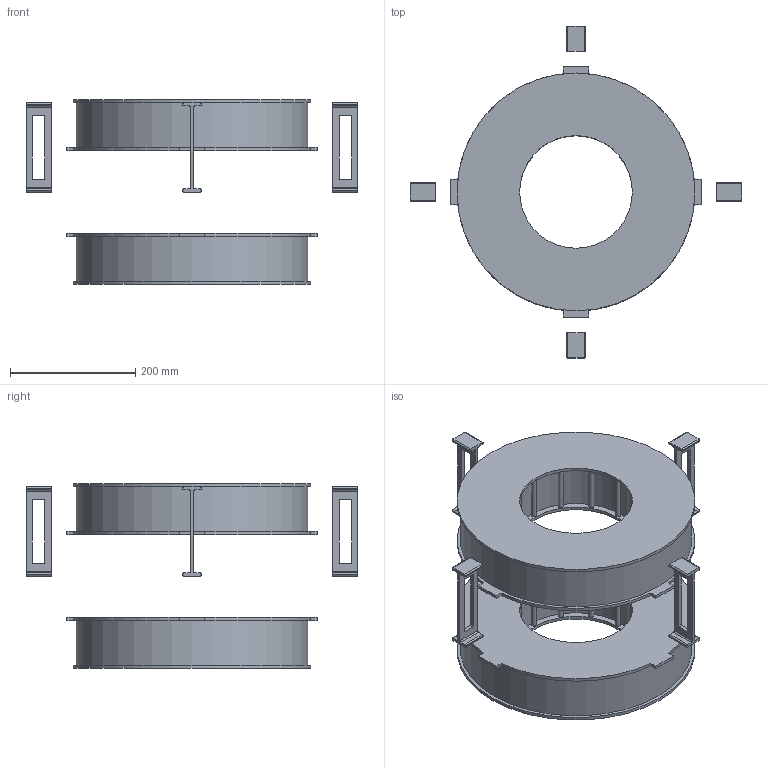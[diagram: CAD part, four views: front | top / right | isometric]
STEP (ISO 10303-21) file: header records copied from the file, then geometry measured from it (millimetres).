
FILE_DESCRIPTION(('Open CASCADE Model'),'2;1');
FILE_NAME('Open CASCADE Shape Model','2025-07-31T21:29:01',('Author'),( 'Open CASCADE'),'Open CASCADE STEP processor 7.7','Open CASCADE 7.7' ,'Unknown');
FILE_SCHEMA(('AUTOMOTIVE_DESIGN { 1 0 10303 214 1 1 1 1 }'));
Length unit declared in the file: millimetre
Products named in the file (17): Helmholtz_Assembly; coil_1; coil; coil_part; housing; housing_part; coil_2; bracket_1; bracket_1_part; bracket_2; bracket_2_part; bracket_3; bracket_3_part; bracket_4; bracket_4_part
Assembly tree (18 placements, depth 4):
  Helmholtz_Assembly
    coil_1
      coil
        coil_part
      housing
        housing_part
    coil_2
      coil
        coil_part
      housing
        housing_part
    bracket_1
      bracket_1_part
    bracket_2
      bracket_2_part
    bracket_3
      bracket_3_part
    bracket_4
      bracket_4_part
Bounding box: 530 x 530 x 295 mm (x, y, z)
Volume: 12819301.7 mm3; surface area: 1404252.6 mm2
Topology: 8 solids, 8 shells, 214 faces, 582 edges, 388 vertices
Faces by surface type: plane 108, cylinder 106
Full cylindrical faces by diameter (mm): 8 x24, 180 x4, 200 x2, 370 x2, 380 x2
Entity records: 12373 total; most frequent: CARTESIAN_POINT 2285, DIRECTION 1887, LINE 1029, VECTOR 1029, ORIENTED_EDGE 966, PCURVE 966, DEFINITIONAL_REPRESENTATION 966, EDGE_CURVE 483
